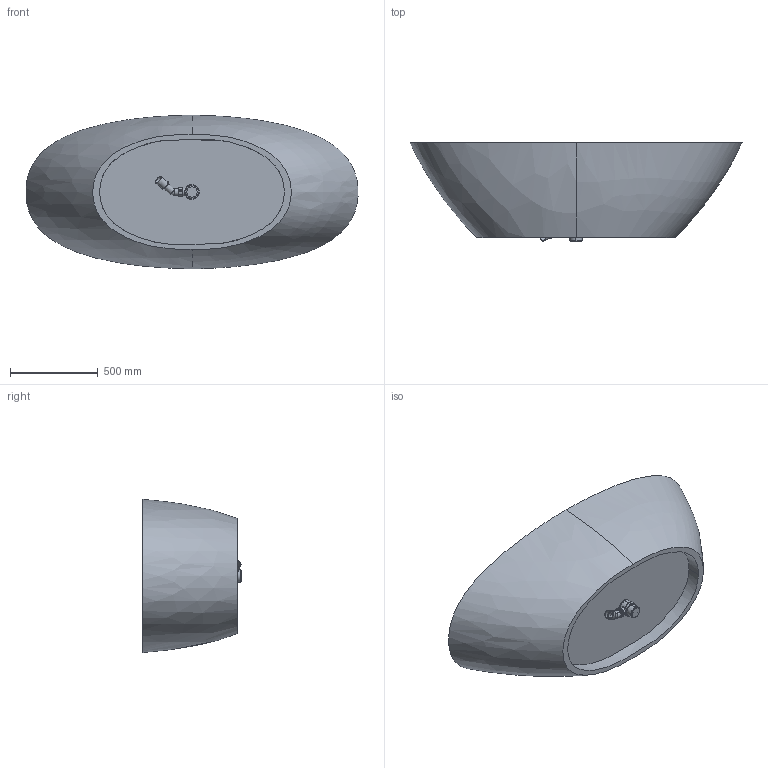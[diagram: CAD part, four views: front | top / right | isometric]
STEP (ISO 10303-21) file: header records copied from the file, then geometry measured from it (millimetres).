
FILE_DESCRIPTION (( 'STEP AP214' ), '1' );
FILE_NAME ('Z852-1.STEP', '2018-04-23T10:54:08', ( 'User' ), ( '' ), 'SwSTEP 2.0', 'SolidWorks 2017', '' );
FILE_SCHEMA (( 'AUTOMOTIVE_DESIGN' ));
Length unit declared in the file: millimetre
Products named in the file (2): Z852-1
Bounding box: 1892.81 x 562 x 873.51 mm (x, y, z)
Volume: 99572613.5 mm3; surface area: 5755861.8 mm2
Topology: 16 solids, 16 shells, 631 faces, 1406 edges, 831 vertices
Faces by surface type: cone 186, cylinder 180, plane 166, torus 79, bspline 18, sphere 2
Entity records: 29820 total; most frequent: CARTESIAN_POINT 15258, DIRECTION 3297, ORIENTED_EDGE 2808, EDGE_CURVE 1404, AXIS2_PLACEMENT_3D 1351, VERTEX_POINT 831, CIRCLE 736, EDGE_LOOP 693
